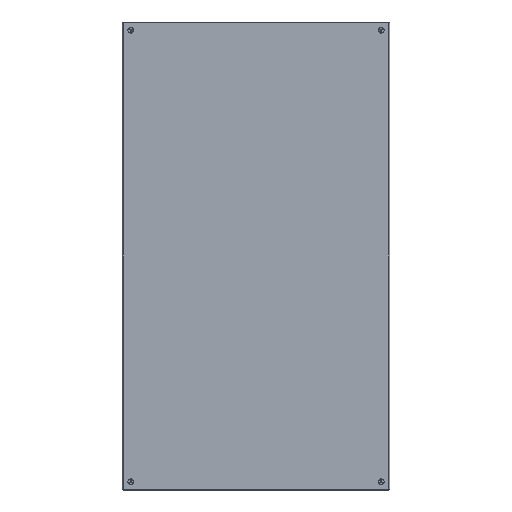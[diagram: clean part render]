
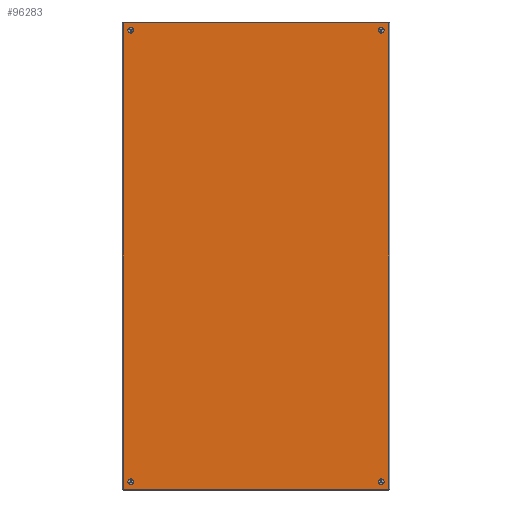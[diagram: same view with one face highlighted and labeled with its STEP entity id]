
A CAD part, left-side view. The second image highlights one B-rep face of the part: STEP entity #96283.
In plain terms, the highlighted face is planar.
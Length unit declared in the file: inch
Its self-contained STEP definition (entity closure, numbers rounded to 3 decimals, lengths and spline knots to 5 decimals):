
#20 = AXIS2_PLACEMENT_3D ( 'NONE', #47140, #112419, #56532 ) ;
#4654 = EDGE_CURVE ( 'NONE', #98078, #81450, #11742, .T. ) ;
#4710 = DIRECTION ( 'NONE',  ( 0., -1., 0. ) ) ;
#4869 = VECTOR ( 'NONE', #37257, 39.37008 ) ;
#7708 = CIRCLE ( 'NONE', #104796, 0.25 ) ;
#8336 = VERTEX_POINT ( 'NONE', #25910 ) ;
#9057 = CARTESIAN_POINT ( 'NONE',  ( 20.928, 0., 11.892 ) ) ;
#9442 = CIRCLE ( 'NONE', #20, 0.25 ) ;
#9809 = VERTEX_POINT ( 'NONE', #95984 ) ;
#10336 = ORIENTED_EDGE ( 'NONE', *, *, #70496, .T. ) ;
#10368 = AXIS2_PLACEMENT_3D ( 'NONE', #31667, #117389, #69992 ) ;
#10871 = EDGE_LOOP ( 'NONE', ( #32305, #34749 ) ) ;
#11742 = CIRCLE ( 'NONE', #114869, 0.25 ) ;
#13039 = CARTESIAN_POINT ( 'NONE',  ( -20.928, 0., 11.928 ) ) ;
#18559 = EDGE_LOOP ( 'NONE', ( #55533, #101002 ) ) ;
#19023 = FACE_BOUND ( 'NONE', #10871, .T. ) ;
#20417 = VERTEX_POINT ( 'NONE', #104158 ) ;
#21882 = DIRECTION ( 'NONE',  ( 1., 0., 0. ) ) ;
#21934 = CARTESIAN_POINT ( 'NONE',  ( -20.928, 0., 11.892 ) ) ;
#22685 = CARTESIAN_POINT ( 'NONE',  ( 20.25, 0., -11.25 ) ) ;
#25676 = DIRECTION ( 'NONE',  ( 0., -1., 0. ) ) ;
#25910 = CARTESIAN_POINT ( 'NONE',  ( 20.928, 0., -11.892 ) ) ;
#26892 = VERTEX_POINT ( 'NONE', #84894 ) ;
#27797 = FACE_BOUND ( 'NONE', #68070, .T. ) ;
#29743 = CIRCLE ( 'NONE', #79437, 0.25 ) ;
#31667 = CARTESIAN_POINT ( 'NONE',  ( -20.25, 0., 11.25 ) ) ;
#32305 = ORIENTED_EDGE ( 'NONE', *, *, #103373, .T. ) ;
#34695 = CARTESIAN_POINT ( 'NONE',  ( 20.5, 0., 11.25 ) ) ;
#34749 = ORIENTED_EDGE ( 'NONE', *, *, #49990, .T. ) ;
#35665 = LINE ( 'NONE', #111499, #4869 ) ;
#35916 = CIRCLE ( 'NONE', #66201, 0.25 ) ;
#36030 = ORIENTED_EDGE ( 'NONE', *, *, #56290, .T. ) ;
#36197 = VERTEX_POINT ( 'NONE', #74894 ) ;
#36776 = AXIS2_PLACEMENT_3D ( 'NONE', #71702, #4710, #88799 ) ;
#37257 = DIRECTION ( 'NONE',  ( -1., 0., 0. ) ) ;
#40867 = DIRECTION ( 'NONE',  ( 0., -1., 0. ) ) ;
#43885 = FACE_OUTER_BOUND ( 'NONE', #55775, .T. ) ;
#44086 = CARTESIAN_POINT ( 'NONE',  ( 20.928, 0., -11.928 ) ) ;
#44095 = CARTESIAN_POINT ( 'NONE',  ( 20.25, 0., 11.25 ) ) ;
#44709 = VECTOR ( 'NONE', #90940, 39.37008 ) ;
#44710 = VERTEX_POINT ( 'NONE', #34695 ) ;
#45903 = LINE ( 'NONE', #13039, #95472 ) ;
#46274 = CARTESIAN_POINT ( 'NONE',  ( -20.5, 0., 11.25 ) ) ;
#47140 = CARTESIAN_POINT ( 'NONE',  ( -20.25, 0., 11.25 ) ) ;
#48730 = DIRECTION ( 'NONE',  ( 1., 0., 0. ) ) ;
#49532 = CARTESIAN_POINT ( 'NONE',  ( 20.25, 0., 11.25 ) ) ;
#49861 = CARTESIAN_POINT ( 'NONE',  ( 20.25, 0., -11.25 ) ) ;
#49990 = EDGE_CURVE ( 'NONE', #84012, #59479, #114255, .T. ) ;
#51126 = AXIS2_PLACEMENT_3D ( 'NONE', #22685, #51325, #79465 ) ;
#51325 = DIRECTION ( 'NONE',  ( 0., -1., 0. ) ) ;
#52709 = FACE_BOUND ( 'NONE', #18559, .T. ) ;
#54762 = DIRECTION ( 'NONE',  ( 1., 0., 0. ) ) ;
#55533 = ORIENTED_EDGE ( 'NONE', *, *, #116104, .T. ) ;
#55775 = EDGE_LOOP ( 'NONE', ( #101431, #10336, #68868, #118355 ) ) ;
#56290 = EDGE_CURVE ( 'NONE', #36197, #20417, #109253, .T. ) ;
#56532 = DIRECTION ( 'NONE',  ( 1., 0., 0. ) ) ;
#57680 = EDGE_CURVE ( 'NONE', #75743, #8336, #76723, .T. ) ;
#59479 = VERTEX_POINT ( 'NONE', #115927 ) ;
#61380 = AXIS2_PLACEMENT_3D ( 'NONE', #49861, #40867, #114340 ) ;
#61436 = FACE_BOUND ( 'NONE', #117175, .T. ) ;
#61707 = CARTESIAN_POINT ( 'NONE',  ( -20., 0., -11.25 ) ) ;
#62336 = PLANE ( 'NONE',  #36776 ) ;
#62756 = EDGE_CURVE ( 'NONE', #81450, #98078, #29743, .T. ) ;
#66201 = AXIS2_PLACEMENT_3D ( 'NONE', #49532, #115596, #48730 ) ;
#68070 = EDGE_LOOP ( 'NONE', ( #92634, #72766 ) ) ;
#68868 = ORIENTED_EDGE ( 'NONE', *, *, #116543, .F. ) ;
#69568 = DIRECTION ( 'NONE',  ( 0., -1., 0. ) ) ;
#69992 = DIRECTION ( 'NONE',  ( 1., 0., 0. ) ) ;
#70496 = EDGE_CURVE ( 'NONE', #26892, #82748, #45903, .T. ) ;
#71702 = CARTESIAN_POINT ( 'NONE',  ( 20.928, 0., -11.928 ) ) ;
#72766 = ORIENTED_EDGE ( 'NONE', *, *, #4654, .T. ) ;
#73083 = EDGE_CURVE ( 'NONE', #26892, #8336, #73154, .T. ) ;
#73154 = LINE ( 'NONE', #81078, #80441 ) ;
#74894 = CARTESIAN_POINT ( 'NONE',  ( 20., 0., -11.25 ) ) ;
#75743 = VERTEX_POINT ( 'NONE', #9057 ) ;
#76723 = LINE ( 'NONE', #44086, #44709 ) ;
#79437 = AXIS2_PLACEMENT_3D ( 'NONE', #87948, #87552, #21882 ) ;
#79465 = DIRECTION ( 'NONE',  ( 1., 0., 0. ) ) ;
#80441 = VECTOR ( 'NONE', #109630, 39.37008 ) ;
#81078 = CARTESIAN_POINT ( 'NONE',  ( 20.928, 0., -11.892 ) ) ;
#81450 = VERTEX_POINT ( 'NONE', #61707 ) ;
#82748 = VERTEX_POINT ( 'NONE', #21934 ) ;
#84012 = VERTEX_POINT ( 'NONE', #46274 ) ;
#84894 = CARTESIAN_POINT ( 'NONE',  ( -20.928, 0., -11.892 ) ) ;
#85010 = EDGE_CURVE ( 'NONE', #20417, #36197, #120995, .T. ) ;
#87552 = DIRECTION ( 'NONE',  ( 0., -1., 0. ) ) ;
#87948 = CARTESIAN_POINT ( 'NONE',  ( -20.25, 0., -11.25 ) ) ;
#88799 = DIRECTION ( 'NONE',  ( 1., 0., 0. ) ) ;
#89716 = DIRECTION ( 'NONE',  ( 1., 0., 0. ) ) ;
#90940 = DIRECTION ( 'NONE',  ( 0., 0., -1. ) ) ;
#91432 = EDGE_CURVE ( 'NONE', #9809, #44710, #7708, .T. ) ;
#92634 = ORIENTED_EDGE ( 'NONE', *, *, #62756, .T. ) ;
#95472 = VECTOR ( 'NONE', #106556, 39.37008 ) ;
#95984 = CARTESIAN_POINT ( 'NONE',  ( 20., 0., 11.25 ) ) ;
#96283 = ADVANCED_FACE ( 'NONE', ( #43885, #52709, #19023, #61436, #27797 ), #62336, .F. ) ;
#97260 = CARTESIAN_POINT ( 'NONE',  ( -20.25, 0., -11.25 ) ) ;
#98078 = VERTEX_POINT ( 'NONE', #104436 ) ;
#101002 = ORIENTED_EDGE ( 'NONE', *, *, #91432, .T. ) ;
#101431 = ORIENTED_EDGE ( 'NONE', *, *, #73083, .F. ) ;
#103373 = EDGE_CURVE ( 'NONE', #59479, #84012, #9442, .T. ) ;
#104158 = CARTESIAN_POINT ( 'NONE',  ( 20.5, 0., -11.25 ) ) ;
#104436 = CARTESIAN_POINT ( 'NONE',  ( -20.5, 0., -11.25 ) ) ;
#104796 = AXIS2_PLACEMENT_3D ( 'NONE', #44095, #25676, #89716 ) ;
#106556 = DIRECTION ( 'NONE',  ( 0., 0., 1. ) ) ;
#109253 = CIRCLE ( 'NONE', #61380, 0.25 ) ;
#109630 = DIRECTION ( 'NONE',  ( 1., 0., 0. ) ) ;
#110016 = ORIENTED_EDGE ( 'NONE', *, *, #85010, .T. ) ;
#111499 = CARTESIAN_POINT ( 'NONE',  ( -20.928, 0., 11.892 ) ) ;
#112419 = DIRECTION ( 'NONE',  ( 0., -1., 0. ) ) ;
#114255 = CIRCLE ( 'NONE', #10368, 0.25 ) ;
#114340 = DIRECTION ( 'NONE',  ( 1., 0., 0. ) ) ;
#114869 = AXIS2_PLACEMENT_3D ( 'NONE', #97260, #69568, #54762 ) ;
#115596 = DIRECTION ( 'NONE',  ( 0., -1., 0. ) ) ;
#115927 = CARTESIAN_POINT ( 'NONE',  ( -20., 0., 11.25 ) ) ;
#116104 = EDGE_CURVE ( 'NONE', #44710, #9809, #35916, .T. ) ;
#116543 = EDGE_CURVE ( 'NONE', #75743, #82748, #35665, .T. ) ;
#117175 = EDGE_LOOP ( 'NONE', ( #110016, #36030 ) ) ;
#117389 = DIRECTION ( 'NONE',  ( 0., -1., 0. ) ) ;
#118355 = ORIENTED_EDGE ( 'NONE', *, *, #57680, .T. ) ;
#120995 = CIRCLE ( 'NONE', #51126, 0.25 ) ;
